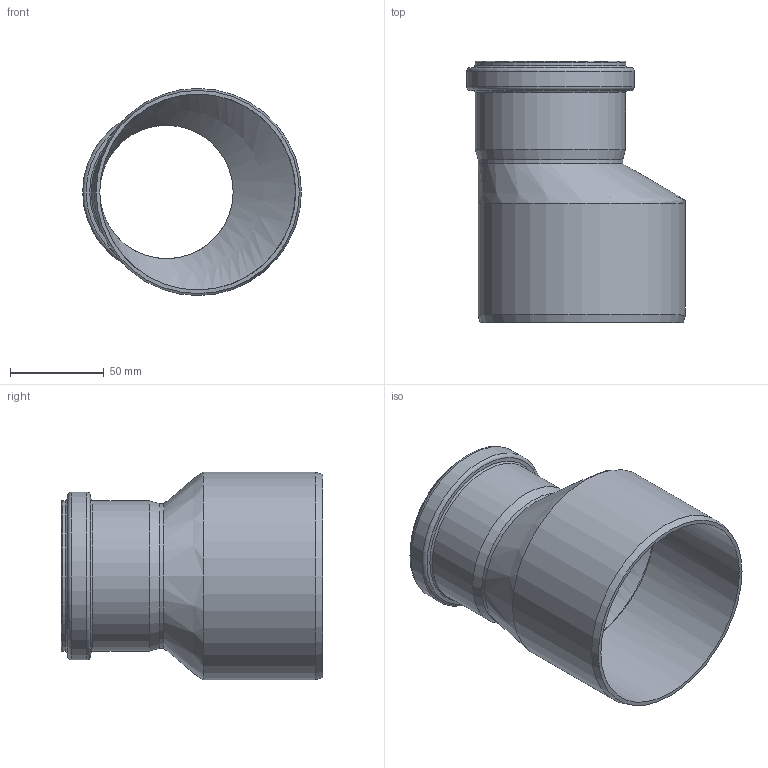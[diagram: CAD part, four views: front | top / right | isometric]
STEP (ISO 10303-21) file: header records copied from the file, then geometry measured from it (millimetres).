
FILE_DESCRIPTION(/* description */ (''),/* implementation_level */ '2;1');
FILE_NAME(/* name */ '175710 HTsafeR DN_OD 110_75.stp',/* time_stamp */ '2017-03-13T12:03:42+01:00',/* author */ ('user1'),/* organization */ (''),/* preprocessor_version */ 'ST-DEVELOPER v16.1',/* originating_system */ 'Autodesk Inventor 2016',/* authorisation */ '');
FILE_SCHEMA (('AUTOMOTIVE_DESIGN { 1 0 10303 214 3 1 1 }'));
Length unit declared in the file: millimetre
Products named in the file (1): 175710 HTsafeR DN_OD 110_75
Bounding box: 116.4 x 139 x 110.3 mm (x, y, z)
Volume: 119349 mm3; surface area: 90898.2 mm2
Topology: 1 solids, 1 shells, 34 faces, 72 edges, 39 vertices
Faces by surface type: cylinder 11, torus 10, cone 7, bspline 3, plane 3
Full cylindrical faces by diameter (mm): 71 x1, 75.9 x1, 76.2 x2, 77 x1, 79.9 x1, 80.2 x1, 85.2 x1, 89.2 x1, 104.3 x1, 110.3 x1
Entity records: 1285 total; most frequent: CARTESIAN_POINT 668, DIRECTION 133, ORIENTED_EDGE 78, AXIS2_PLACEMENT_3D 66, EDGE_LOOP 65, EDGE_CURVE 39, VERTEX_POINT 36, CIRCLE 34
